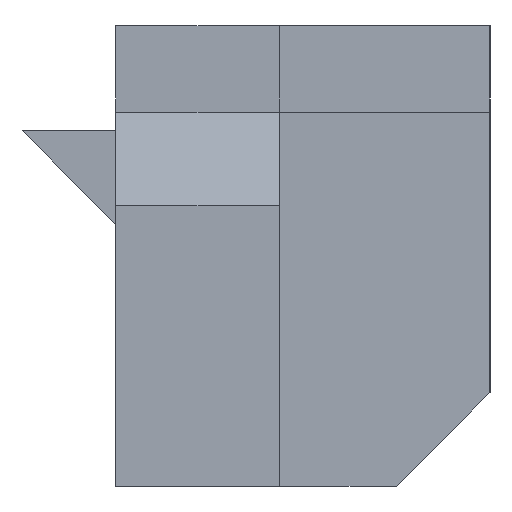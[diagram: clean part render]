
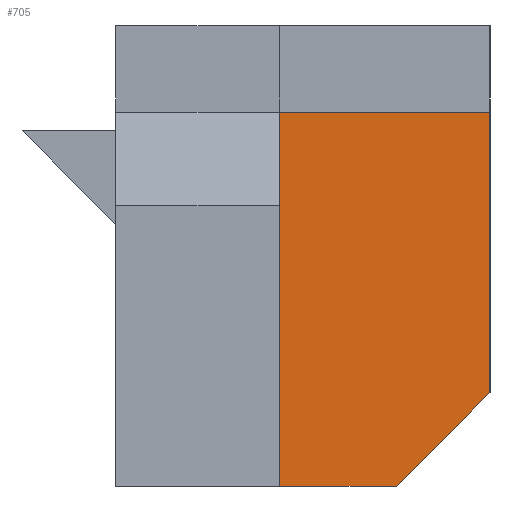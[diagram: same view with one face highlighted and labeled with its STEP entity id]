
A CAD part, left-side view. The second image highlights one B-rep face of the part: STEP entity #705.
In plain terms, the highlighted planar face has unit normal (-1, 0, 0).
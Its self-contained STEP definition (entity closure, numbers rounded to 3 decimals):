
#300 = EDGE_CURVE('',#301,#303,#305,.T.);
#301 = VERTEX_POINT('',#302);
#302 = CARTESIAN_POINT('',(-9.9,-6.,0.));
#303 = VERTEX_POINT('',#304);
#304 = CARTESIAN_POINT('',(-9.9,-3.5,0.));
#305 = LINE('',#306,#307);
#306 = CARTESIAN_POINT('',(-9.9,-8.,0.));
#307 = VECTOR('',#308,1.);
#308 = DIRECTION('',(0.,1.,0.));
#685 = EDGE_CURVE('',#303,#686,#688,.T.);
#686 = VERTEX_POINT('',#687);
#687 = CARTESIAN_POINT('',(-9.9,-3.5,8.));
#688 = LINE('',#689,#690);
#689 = CARTESIAN_POINT('',(-9.9,-3.5,0.));
#690 = VECTOR('',#691,1.);
#691 = DIRECTION('',(0.,0.,1.));
#705 = ADVANCED_FACE('',(#706),#732,.T.);
#706 = FACE_BOUND('',#707,.T.);
#707 = EDGE_LOOP('',(#708,#718,#724,#725,#726));
#708 = ORIENTED_EDGE('',*,*,#709,.T.);
#709 = EDGE_CURVE('',#710,#712,#714,.T.);
#710 = VERTEX_POINT('',#711);
#711 = CARTESIAN_POINT('',(-9.9,-8.,2.));
#712 = VERTEX_POINT('',#713);
#713 = CARTESIAN_POINT('',(-9.9,-8.,8.));
#714 = LINE('',#715,#716);
#715 = CARTESIAN_POINT('',(-9.9,-8.,0.));
#716 = VECTOR('',#717,1.);
#717 = DIRECTION('',(0.,0.,1.));
#718 = ORIENTED_EDGE('',*,*,#719,.T.);
#719 = EDGE_CURVE('',#712,#686,#720,.T.);
#720 = LINE('',#721,#722);
#721 = CARTESIAN_POINT('',(-9.9,-8.,8.));
#722 = VECTOR('',#723,1.);
#723 = DIRECTION('',(0.,1.,0.));
#724 = ORIENTED_EDGE('',*,*,#685,.F.);
#725 = ORIENTED_EDGE('',*,*,#300,.F.);
#726 = ORIENTED_EDGE('',*,*,#727,.T.);
#727 = EDGE_CURVE('',#301,#710,#728,.T.);
#728 = LINE('',#729,#730);
#729 = CARTESIAN_POINT('',(-9.9,-7.,1.));
#730 = VECTOR('',#731,1.);
#731 = DIRECTION('',(0.,-0.707,0.707));
#732 = PLANE('',#733);
#733 = AXIS2_PLACEMENT_3D('',#734,#735,#736);
#734 = CARTESIAN_POINT('',(-9.9,-8.,0.));
#735 = DIRECTION('',(-1.,0.,0.));
#736 = DIRECTION('',(0.,1.,0.));
